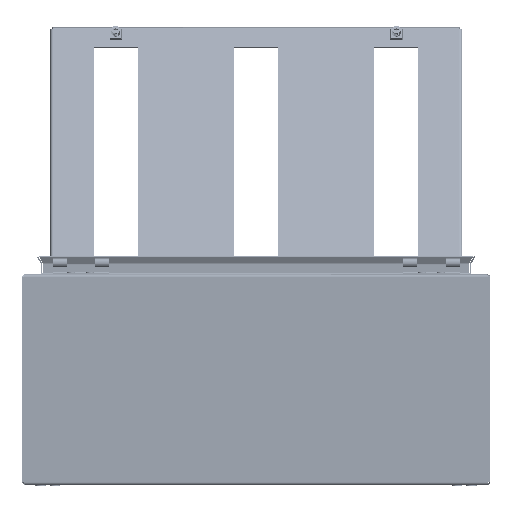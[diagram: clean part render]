
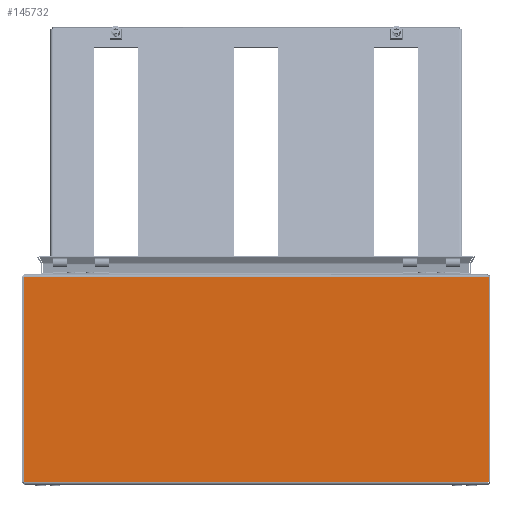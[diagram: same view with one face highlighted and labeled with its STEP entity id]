
A CAD part, front view. The second image highlights one B-rep face of the part: STEP entity #145732.
In plain terms, the highlighted planar face has unit normal (0, -1, 0).
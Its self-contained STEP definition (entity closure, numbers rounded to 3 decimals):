
#2757 = CARTESIAN_POINT ( 'NONE',  ( -248.5, -200., 222. ) ) ;
#2760 = FACE_OUTER_BOUND ( 'NONE', #5583, .T. ) ;
#2761 = PLANE ( 'NONE',  #39871 ) ;
#2764 = DIRECTION ( 'NONE',  ( 0., 1., 0. ) ) ;
#2765 = DIRECTION ( 'NONE',  ( 0., 0., 1. ) ) ;
#5583 = EDGE_LOOP ( 'NONE', ( #116618, #116620, #116622, #116624 ) ) ;
#9923 = VERTEX_POINT ( 'NONE', #141735 ) ;
#9925 = VERTEX_POINT ( 'NONE', #141737 ) ;
#9929 = VERTEX_POINT ( 'NONE', #141741 ) ;
#9930 = VERTEX_POINT ( 'NONE', #141742 ) ;
#39871 = AXIS2_PLACEMENT_3D ( 'NONE', #2757, #2764, #2765 ) ;
#93571 = EDGE_CURVE ( 'NONE', #9923, #9925, #109301, .T. ) ;
#93572 = EDGE_CURVE ( 'NONE', #9929, #9930, #109298, .T. ) ;
#93573 = EDGE_CURVE ( 'NONE', #9925, #9930, #109305, .T. ) ;
#93575 = EDGE_CURVE ( 'NONE', #9923, #9929, #109314, .T. ) ;
#109298 = LINE ( 'NONE', #109318, #146927 ) ;
#109301 = LINE ( 'NONE', #109311, #146929 ) ;
#109305 = LINE ( 'NONE', #109324, #146925 ) ;
#109311 = CARTESIAN_POINT ( 'NONE',  ( 248.4, -200., 1.5 ) ) ;
#109314 = LINE ( 'NONE', #109338, #146923 ) ;
#109316 = DIRECTION ( 'NONE',  ( 0., 0., 1. ) ) ;
#109318 = CARTESIAN_POINT ( 'NONE',  ( -248.4, -200., 1.5 ) ) ;
#109322 = DIRECTION ( 'NONE',  ( 0., 0., 1. ) ) ;
#109324 = CARTESIAN_POINT ( 'NONE',  ( 247.793, -200., 220.5 ) ) ;
#109328 = DIRECTION ( 'NONE',  ( -1., 0., 0. ) ) ;
#109338 = CARTESIAN_POINT ( 'NONE',  ( -248.5, -200., 1.5 ) ) ;
#109343 = DIRECTION ( 'NONE',  ( -1., 0., 0. ) ) ;
#116618 = ORIENTED_EDGE ( 'NONE', *, *, #93573, .T. ) ;
#116620 = ORIENTED_EDGE ( 'NONE', *, *, #93572, .F. ) ;
#116622 = ORIENTED_EDGE ( 'NONE', *, *, #93575, .F. ) ;
#116624 = ORIENTED_EDGE ( 'NONE', *, *, #93571, .T. ) ;
#141735 = CARTESIAN_POINT ( 'NONE',  ( 248.4, -200., 1.5 ) ) ;
#141737 = CARTESIAN_POINT ( 'NONE',  ( 248.4, -200., 220.5 ) ) ;
#141741 = CARTESIAN_POINT ( 'NONE',  ( -248.4, -200., 1.5 ) ) ;
#141742 = CARTESIAN_POINT ( 'NONE',  ( -248.4, -200., 220.5 ) ) ;
#145732 = ADVANCED_FACE ( 'NONE', ( #2760 ), #2761, .F. ) ;
#146923 = VECTOR ( 'NONE', #109343, 1000. ) ;
#146925 = VECTOR ( 'NONE', #109328, 1000. ) ;
#146927 = VECTOR ( 'NONE', #109322, 1000. ) ;
#146929 = VECTOR ( 'NONE', #109316, 1000. ) ;
